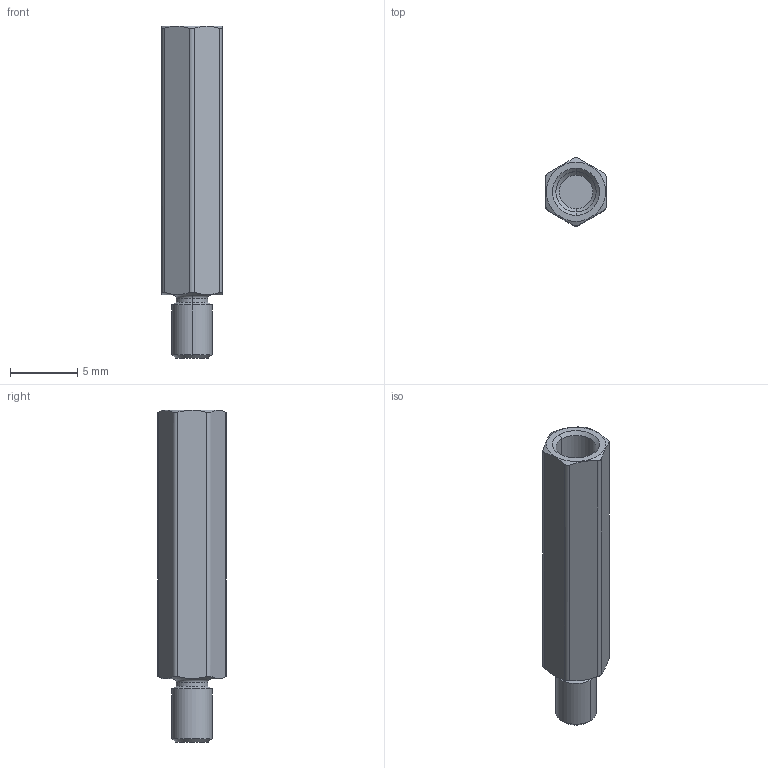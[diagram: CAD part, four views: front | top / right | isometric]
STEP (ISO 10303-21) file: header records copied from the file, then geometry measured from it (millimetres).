
FILE_DESCRIPTION (( 'STEP AP214' ), '1' );
FILE_NAME ('93655A019_Male-Female Threaded Hex Standoff.STEP', '2025-07-06T04:50:59', ( '' ), ( '' ), 'SwSTEP 2.0', 'SolidWorks 2025', '' );
FILE_SCHEMA (( 'AUTOMOTIVE_DESIGN' ));
Length unit declared in the file: millimetre
Products named in the file (1): 93655A019_Male-Female Threaded Hex Standoff
Bounding box: 4.5 x 5.08 x 24.7 mm (x, y, z)
Volume: 335.5 mm3; surface area: 442.3 mm2
Topology: 1 solids, 1 shells, 36 faces, 84 edges, 52 vertices
Faces by surface type: cylinder 12, cone 12, plane 10, torus 2
Entity records: 1133 total; most frequent: CARTESIAN_POINT 321, ORIENTED_EDGE 168, DIRECTION 156, EDGE_CURVE 84, AXIS2_PLACEMENT_3D 63, VERTEX_POINT 52, EDGE_LOOP 38, FACE_OUTER_BOUND 36
